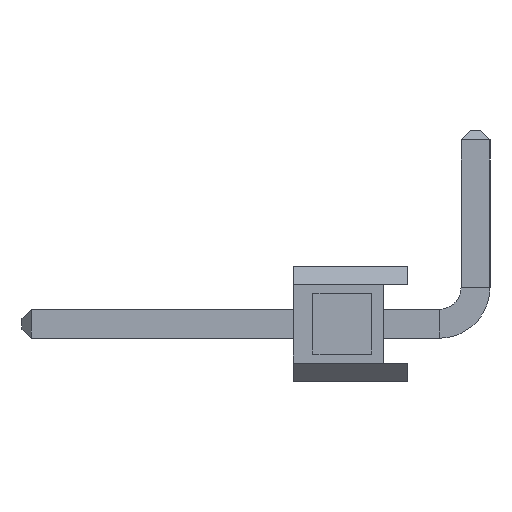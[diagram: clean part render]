
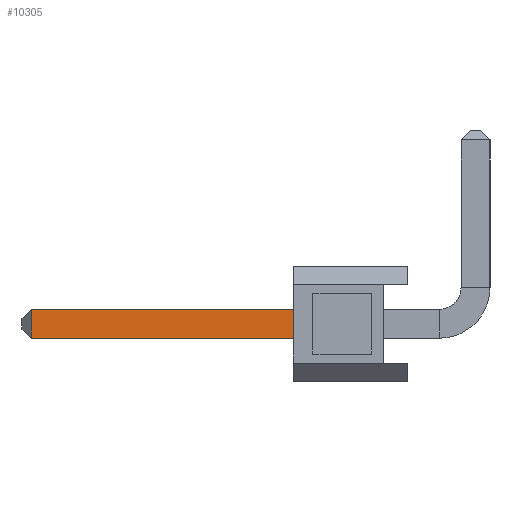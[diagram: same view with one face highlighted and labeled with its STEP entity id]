
A CAD part, left-side view. The second image highlights one B-rep face of the part: STEP entity #10305.
In plain terms, the highlighted planar face has unit normal (-1, 0, 0).
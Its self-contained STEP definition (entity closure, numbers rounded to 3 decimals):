
#557 = VERTEX_POINT ( 'NONE', #11455 ) ;
#1199 = CARTESIAN_POINT ( 'NONE',  ( -0.32, -0.7, -0.32 ) ) ;
#1614 = LINE ( 'NONE', #13036, #11326 ) ;
#1979 = ORIENTED_EDGE ( 'NONE', *, *, #18093, .T. ) ;
#2961 = ORIENTED_EDGE ( 'NONE', *, *, #20157, .F. ) ;
#3571 = VERTEX_POINT ( 'NONE', #15357 ) ;
#3816 = VECTOR ( 'NONE', #10956, 1000. ) ;
#3968 = LINE ( 'NONE', #8321, #23406 ) ;
#4598 = DIRECTION ( 'NONE',  ( 0., 0., -1. ) ) ;
#5755 = DIRECTION ( 'NONE',  ( 0., 1., 0. ) ) ;
#6847 = LINE ( 'NONE', #8917, #3816 ) ;
#7124 = VECTOR ( 'NONE', #5755, 1000. ) ;
#8266 = CARTESIAN_POINT ( 'NONE',  ( -0.32, -0.7, 0.32 ) ) ;
#8321 = CARTESIAN_POINT ( 'NONE',  ( -0.32, 2.54, 0. ) ) ;
#8904 = AXIS2_PLACEMENT_3D ( 'NONE', #1199, #18694, #18528 ) ;
#8917 = CARTESIAN_POINT ( 'NONE',  ( -0.32, 8.34, -0.32 ) ) ;
#10305 = ADVANCED_FACE ( 'NONE', ( #25162 ), #20417, .T. ) ;
#10956 = DIRECTION ( 'NONE',  ( 0., 0., -1. ) ) ;
#11326 = VECTOR ( 'NONE', #22663, 1000. ) ;
#11455 = CARTESIAN_POINT ( 'NONE',  ( -0.32, 2.54, 0.32 ) ) ;
#13036 = CARTESIAN_POINT ( 'NONE',  ( -0.32, -0.7, -0.32 ) ) ;
#13153 = LINE ( 'NONE', #8266, #7124 ) ;
#13840 = EDGE_LOOP ( 'NONE', ( #1979, #14012, #2961, #20978 ) ) ;
#14012 = ORIENTED_EDGE ( 'NONE', *, *, #19533, .T. ) ;
#14879 = CARTESIAN_POINT ( 'NONE',  ( -0.32, 8.34, -0.32 ) ) ;
#15357 = CARTESIAN_POINT ( 'NONE',  ( -0.32, 8.34, 0.32 ) ) ;
#16878 = EDGE_CURVE ( 'NONE', #557, #25194, #3968, .T. ) ;
#17519 = CARTESIAN_POINT ( 'NONE',  ( -0.32, 2.54, -0.32 ) ) ;
#18093 = EDGE_CURVE ( 'NONE', #557, #3571, #13153, .T. ) ;
#18528 = DIRECTION ( 'NONE',  ( 0., 0., 1. ) ) ;
#18694 = DIRECTION ( 'NONE',  ( -1., 0., 0. ) ) ;
#19533 = EDGE_CURVE ( 'NONE', #3571, #24961, #6847, .T. ) ;
#20157 = EDGE_CURVE ( 'NONE', #25194, #24961, #1614, .T. ) ;
#20417 = PLANE ( 'NONE',  #8904 ) ;
#20978 = ORIENTED_EDGE ( 'NONE', *, *, #16878, .F. ) ;
#22663 = DIRECTION ( 'NONE',  ( 0., 1., 0. ) ) ;
#23406 = VECTOR ( 'NONE', #4598, 1000. ) ;
#24961 = VERTEX_POINT ( 'NONE', #14879 ) ;
#25162 = FACE_OUTER_BOUND ( 'NONE', #13840, .T. ) ;
#25194 = VERTEX_POINT ( 'NONE', #17519 ) ;
